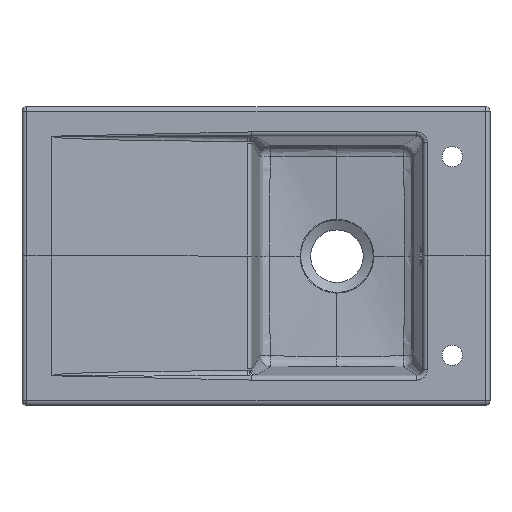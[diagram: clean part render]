
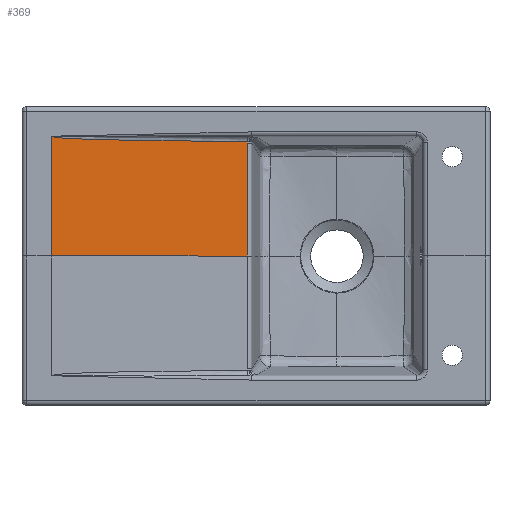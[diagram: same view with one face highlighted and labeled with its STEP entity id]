
A CAD part, top view. The second image highlights one B-rep face of the part: STEP entity #369.
In plain terms, the highlighted planar face has unit normal (0.035, 0, 0.999).
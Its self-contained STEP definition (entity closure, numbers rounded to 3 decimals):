
#205=FACE_OUTER_BOUND('',#1071,.T.);
#369=ADVANCED_FACE('',(#205),#525,.T.);
#525=PLANE('',#2838);
#587=B_SPLINE_CURVE_WITH_KNOTS('',3,(#4462,#4463,#4464,#4465,#4466,#4467,
#4468,#4469,#4470,#4471,#4472,#4473,#4474,#4475,#4476,#4477,#4478,#4479,
#4480,#4481),.UNSPECIFIED.,.F.,.F.,(4,2,2,2,2,2,2,2,2,4),(0.,0.004,
0.008,0.016,0.031,0.062,
0.125,0.25,0.5,1.),.UNSPECIFIED.);
#588=B_SPLINE_CURVE_WITH_KNOTS('',3,(#4552,#4553,#4554,#4555),
 .UNSPECIFIED.,.F.,.F.,(4,4),(0.,1.),.UNSPECIFIED.);
#813=LINE('',#4008,#957);
#814=LINE('',#4010,#958);
#816=LINE('',#4047,#960);
#819=LINE('',#4550,#963);
#957=VECTOR('',#3159,1.);
#958=VECTOR('',#3160,1.);
#960=VECTOR('',#3166,1.);
#963=VECTOR('',#3179,1.);
#1071=EDGE_LOOP('',(#1425,#1426,#1427,#1428,#1429,#1430));
#1425=ORIENTED_EDGE('',*,*,#2424,.F.);
#1426=ORIENTED_EDGE('',*,*,#2436,.F.);
#1427=ORIENTED_EDGE('',*,*,#2437,.F.);
#1428=ORIENTED_EDGE('',*,*,#2434,.F.);
#1429=ORIENTED_EDGE('',*,*,#2418,.F.);
#1430=ORIENTED_EDGE('',*,*,#2417,.F.);
#2135=VERTEX_POINT('',#3940);
#2144=VERTEX_POINT('',#4009);
#2145=VERTEX_POINT('',#4011);
#2149=VERTEX_POINT('',#4046);
#2154=VERTEX_POINT('',#4482);
#2155=VERTEX_POINT('',#4551);
#2417=EDGE_CURVE('',#2135,#2144,#813,.T.);
#2418=EDGE_CURVE('',#2144,#2145,#814,.T.);
#2424=EDGE_CURVE('',#2149,#2135,#816,.T.);
#2434=EDGE_CURVE('',#2145,#2154,#587,.T.);
#2436=EDGE_CURVE('',#2155,#2149,#819,.T.);
#2437=EDGE_CURVE('',#2154,#2155,#588,.T.);
#2838=AXIS2_PLACEMENT_3D('',#4556,#3180,#3181);
#3159=DIRECTION('',(0.,1.,0.));
#3160=DIRECTION('',(0.,1.,0.));
#3166=DIRECTION('',(-0.999,0.,0.035));
#3179=DIRECTION('',(0.,-1.,0.));
#3180=DIRECTION('',(0.035,0.,0.999));
#3181=DIRECTION('',(-0.999,0.,0.035));
#3940=CARTESIAN_POINT('',(-487.5,0.,0.));
#4008=CARTESIAN_POINT('',(-487.5,-205.,0.));
#4009=CARTESIAN_POINT('',(-487.5,155.,0.));
#4010=CARTESIAN_POINT('',(-487.5,-205.,0.));
#4011=CARTESIAN_POINT('',(-487.5,204.658,0.));
#4046=CARTESIAN_POINT('',(-152.528,0.,-11.697));
#4047=CARTESIAN_POINT('',(-487.5,0.,0.));
#4462=CARTESIAN_POINT('',(-487.5,204.658,0.));
#4463=CARTESIAN_POINT('',(-487.184,204.349,-0.011));
#4464=CARTESIAN_POINT('',(-486.749,204.206,-0.026));
#4465=CARTESIAN_POINT('',(-485.921,203.924,-0.055));
#4466=CARTESIAN_POINT('',(-485.498,203.812,-0.07));
#4467=CARTESIAN_POINT('',(-484.22,203.508,-0.115));
#4468=CARTESIAN_POINT('',(-483.361,203.352,-0.145));
#4469=CARTESIAN_POINT('',(-480.776,202.931,-0.235));
#4470=CARTESIAN_POINT('',(-479.041,202.719,-0.295));
#4471=CARTESIAN_POINT('',(-473.828,202.151,-0.477));
#4472=CARTESIAN_POINT('',(-470.344,201.87,-0.599));
#4473=CARTESIAN_POINT('',(-459.884,201.122,-0.964));
#4474=CARTESIAN_POINT('',(-452.902,200.762,-1.208));
#4475=CARTESIAN_POINT('',(-431.951,199.809,-1.94));
#4476=CARTESIAN_POINT('',(-417.976,199.364,-2.428));
#4477=CARTESIAN_POINT('',(-376.047,198.203,-3.892));
#4478=CARTESIAN_POINT('',(-348.088,197.689,-4.868));
#4479=CARTESIAN_POINT('',(-264.209,196.391,-7.798));
#4480=CARTESIAN_POINT('',(-208.284,195.869,-9.75));
#4481=CARTESIAN_POINT('',(-152.359,195.438,-11.703));
#4482=CARTESIAN_POINT('',(-152.359,195.438,-11.703));
#4550=CARTESIAN_POINT('',(-152.528,-193.945,-11.697));
#4551=CARTESIAN_POINT('',(-152.528,192.935,-11.697));
#4552=CARTESIAN_POINT('',(-152.359,195.438,-11.703));
#4553=CARTESIAN_POINT('',(-152.471,194.613,-11.699));
#4554=CARTESIAN_POINT('',(-152.528,193.779,-11.697));
#4555=CARTESIAN_POINT('',(-152.528,192.935,-11.697));
#4556=CARTESIAN_POINT('',(-487.5,-205.,0.));
